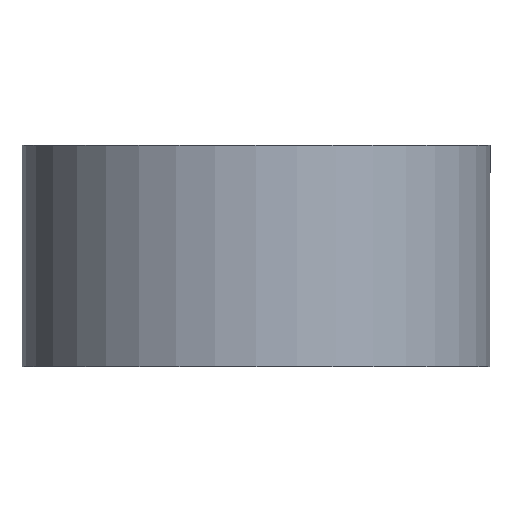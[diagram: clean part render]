
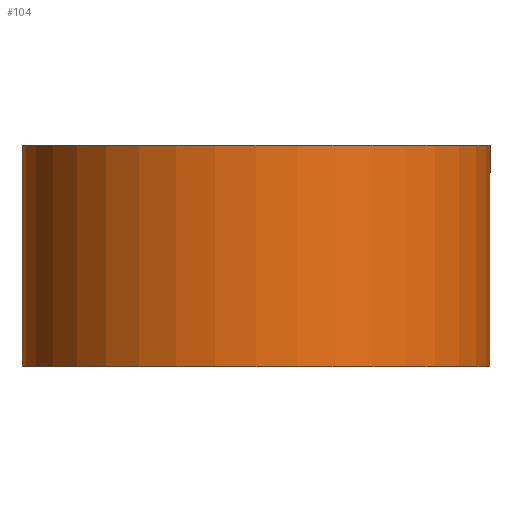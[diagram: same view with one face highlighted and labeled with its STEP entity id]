
A CAD part, front view. The second image highlights one B-rep face of the part: STEP entity #104.
In plain terms, the highlighted cylindrical face has radius 6.35 mm (diameter 12.7 mm), a partial arc.
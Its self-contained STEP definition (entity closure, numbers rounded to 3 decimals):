
#8 = VECTOR ( 'NONE', #84, 1000. ) ;
#10 = EDGE_LOOP ( 'NONE', ( #102, #96, #77, #119 ) ) ;
#26 = LINE ( 'NONE', #67, #45 ) ;
#27 = VERTEX_POINT ( 'NONE', #107 ) ;
#28 = AXIS2_PLACEMENT_3D ( 'NONE', #166, #138, #49 ) ;
#30 = CARTESIAN_POINT ( 'NONE',  ( -6.35, 0., 6. ) ) ;
#39 = VERTEX_POINT ( 'NONE', #65 ) ;
#40 = EDGE_CURVE ( 'NONE', #39, #27, #110, .T. ) ;
#41 = DIRECTION ( 'NONE',  ( 0., 0., -1. ) ) ;
#43 = CARTESIAN_POINT ( 'NONE',  ( 0., 0., 6. ) ) ;
#45 = VECTOR ( 'NONE', #41, 1000. ) ;
#46 = EDGE_CURVE ( 'NONE', #39, #120, #26, .T. ) ;
#49 = DIRECTION ( 'NONE',  ( -1., 0., 0. ) ) ;
#50 = DIRECTION ( 'NONE',  ( 1., 0., 0. ) ) ;
#64 = FACE_OUTER_BOUND ( 'NONE', #10, .T. ) ;
#65 = CARTESIAN_POINT ( 'NONE',  ( 6.35, 0., 6. ) ) ;
#67 = CARTESIAN_POINT ( 'NONE',  ( 6.35, 0., 6. ) ) ;
#70 = CARTESIAN_POINT ( 'NONE',  ( 0., 0., 0. ) ) ;
#77 = ORIENTED_EDGE ( 'NONE', *, *, #115, .T. ) ;
#81 = CARTESIAN_POINT ( 'NONE',  ( -6.35, 0., 0. ) ) ;
#84 = DIRECTION ( 'NONE',  ( 0., 0., -1. ) ) ;
#96 = ORIENTED_EDGE ( 'NONE', *, *, #40, .T. ) ;
#102 = ORIENTED_EDGE ( 'NONE', *, *, #46, .F. ) ;
#104 = ADVANCED_FACE ( 'NONE', ( #64 ), #125, .T. ) ;
#107 = CARTESIAN_POINT ( 'NONE',  ( -6.35, 0., 6. ) ) ;
#110 = CIRCLE ( 'NONE', #163, 6.35 ) ;
#115 = EDGE_CURVE ( 'NONE', #27, #195, #140, .T. ) ;
#119 = ORIENTED_EDGE ( 'NONE', *, *, #192, .T. ) ;
#120 = VERTEX_POINT ( 'NONE', #200 ) ;
#125 = CYLINDRICAL_SURFACE ( 'NONE', #28, 6.35 ) ;
#137 = DIRECTION ( 'NONE',  ( 0., 0., -1. ) ) ;
#138 = DIRECTION ( 'NONE',  ( 0., 0., -1. ) ) ;
#140 = LINE ( 'NONE', #30, #8 ) ;
#150 = AXIS2_PLACEMENT_3D ( 'NONE', #70, #171, #50 ) ;
#153 = CIRCLE ( 'NONE', #150, 6.35 ) ;
#163 = AXIS2_PLACEMENT_3D ( 'NONE', #43, #137, #199 ) ;
#166 = CARTESIAN_POINT ( 'NONE',  ( 0., 0., 6. ) ) ;
#171 = DIRECTION ( 'NONE',  ( 0., 0., 1. ) ) ;
#192 = EDGE_CURVE ( 'NONE', #195, #120, #153, .T. ) ;
#195 = VERTEX_POINT ( 'NONE', #81 ) ;
#199 = DIRECTION ( 'NONE',  ( 1., 0., 0. ) ) ;
#200 = CARTESIAN_POINT ( 'NONE',  ( 6.35, 0., 0. ) ) ;
